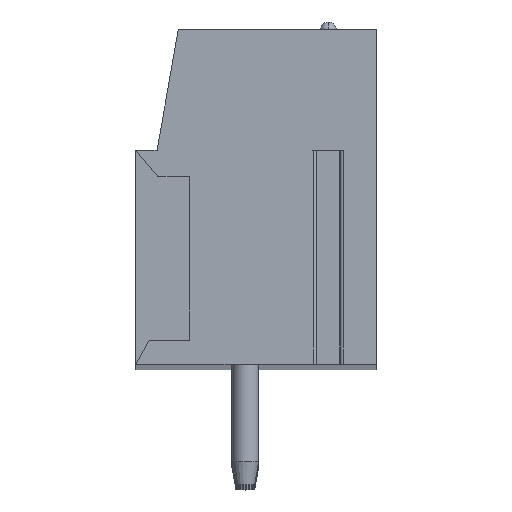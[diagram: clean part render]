
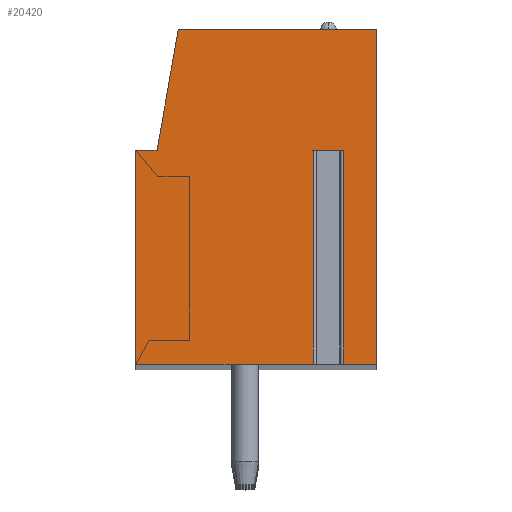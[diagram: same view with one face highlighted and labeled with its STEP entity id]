
A CAD part, top view. The second image highlights one B-rep face of the part: STEP entity #20420.
In plain terms, the highlighted planar face has unit normal (0, 0, 1).
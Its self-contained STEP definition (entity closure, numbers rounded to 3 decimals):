
#13=DIRECTION('',(-1.,0.,0.));
#14=VECTOR('',#13,1.112);
#15=CARTESIAN_POINT('',(3.256,1.75,119.38));
#16=LINE('',#15,#14);
#17=DIRECTION('',(0.,-1.,0.));
#18=VECTOR('',#17,8.);
#19=CARTESIAN_POINT('',(2.144,1.75,119.38));
#20=LINE('',#19,#18);
#21=DIRECTION('',(1.,0.,0.));
#22=VECTOR('',#21,6.644);
#23=CARTESIAN_POINT('',(-4.5,-6.25,119.38));
#24=LINE('',#23,#22);
#25=DIRECTION('',(0.,-1.,0.));
#26=VECTOR('',#25,8.);
#27=CARTESIAN_POINT('',(-4.5,1.75,119.38));
#28=LINE('',#27,#26);
#29=DIRECTION('',(-1.,0.,0.));
#30=VECTOR('',#29,0.8);
#31=CARTESIAN_POINT('',(-3.7,1.75,119.38));
#32=LINE('',#31,#30);
#33=DIRECTION('',(-0.174,-0.985,0.));
#34=VECTOR('',#33,4.569);
#35=CARTESIAN_POINT('',(-2.907,6.25,119.38));
#36=LINE('',#35,#34);
#37=DIRECTION('',(-1.,0.,0.));
#38=VECTOR('',#37,7.407);
#39=CARTESIAN_POINT('',(4.5,6.25,119.38));
#40=LINE('',#39,#38);
#41=DIRECTION('',(0.,1.,0.));
#42=VECTOR('',#41,12.5);
#43=CARTESIAN_POINT('',(4.5,-6.25,119.38));
#44=LINE('',#43,#42);
#45=DIRECTION('',(1.,0.,0.));
#46=VECTOR('',#45,1.244);
#47=CARTESIAN_POINT('',(3.256,-6.25,119.38));
#48=LINE('',#47,#46);
#49=DIRECTION('',(0.,-1.,0.));
#50=VECTOR('',#49,8.);
#51=CARTESIAN_POINT('',(3.256,1.75,119.38));
#52=LINE('',#51,#50);
#16089=CARTESIAN_POINT('',(-3.7,1.75,119.38));
#16090=CARTESIAN_POINT('',(-4.5,1.75,119.38));
#16091=VERTEX_POINT('',#16089);
#16092=VERTEX_POINT('',#16090);
#16093=CARTESIAN_POINT('',(-4.5,-6.25,119.38));
#16094=VERTEX_POINT('',#16093);
#16095=CARTESIAN_POINT('',(4.5,-6.25,119.38));
#16096=CARTESIAN_POINT('',(4.5,6.25,119.38));
#16097=VERTEX_POINT('',#16095);
#16098=VERTEX_POINT('',#16096);
#16099=CARTESIAN_POINT('',(-2.907,6.25,119.38));
#16100=VERTEX_POINT('',#16099);
#16149=CARTESIAN_POINT('',(3.256,1.75,119.38));
#16150=CARTESIAN_POINT('',(2.144,1.75,119.38));
#16151=VERTEX_POINT('',#16149);
#16152=VERTEX_POINT('',#16150);
#16153=CARTESIAN_POINT('',(2.144,-6.25,119.38));
#16154=VERTEX_POINT('',#16153);
#16155=CARTESIAN_POINT('',(3.256,-6.25,119.38));
#16156=VERTEX_POINT('',#16155);
#20393=CARTESIAN_POINT('',(0.,0.,119.38));
#20394=DIRECTION('',(0.,0.,1.));
#20395=DIRECTION('',(1.,0.,0.));
#20396=AXIS2_PLACEMENT_3D('',#20393,#20394,#20395);
#20397=PLANE('',#20396);
#20399=ORIENTED_EDGE('',*,*,#20398,.T.);
#20401=ORIENTED_EDGE('',*,*,#20400,.T.);
#20403=ORIENTED_EDGE('',*,*,#20402,.F.);
#20405=ORIENTED_EDGE('',*,*,#20404,.F.);
#20407=ORIENTED_EDGE('',*,*,#20406,.F.);
#20409=ORIENTED_EDGE('',*,*,#20408,.F.);
#20411=ORIENTED_EDGE('',*,*,#20410,.F.);
#20413=ORIENTED_EDGE('',*,*,#20412,.F.);
#20415=ORIENTED_EDGE('',*,*,#20414,.F.);
#20417=ORIENTED_EDGE('',*,*,#20416,.F.);
#20418=EDGE_LOOP('',(#20399,#20401,#20403,#20405,#20407,#20409,#20411,#20413,
#20415,#20417));
#20419=FACE_OUTER_BOUND('',#20418,.F.);
#20398=EDGE_CURVE('',#16151,#16152,#16,.T.);
#20400=EDGE_CURVE('',#16152,#16154,#20,.T.);
#20402=EDGE_CURVE('',#16094,#16154,#24,.T.);
#20404=EDGE_CURVE('',#16092,#16094,#28,.T.);
#20406=EDGE_CURVE('',#16091,#16092,#32,.T.);
#20408=EDGE_CURVE('',#16100,#16091,#36,.T.);
#20410=EDGE_CURVE('',#16098,#16100,#40,.T.);
#20412=EDGE_CURVE('',#16097,#16098,#44,.T.);
#20414=EDGE_CURVE('',#16156,#16097,#48,.T.);
#20416=EDGE_CURVE('',#16151,#16156,#52,.T.);
#20420=ADVANCED_FACE('',(#20419),#20397,.T.);
